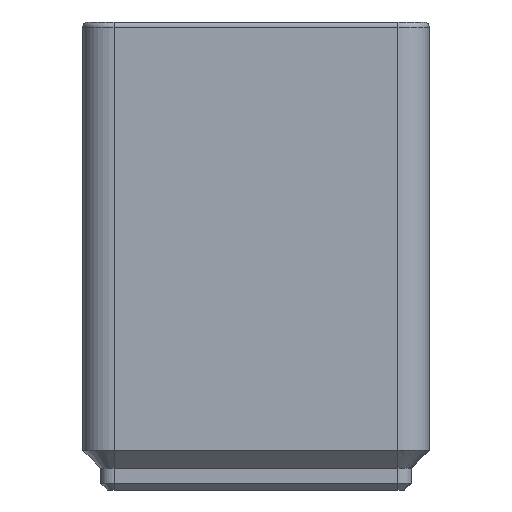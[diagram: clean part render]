
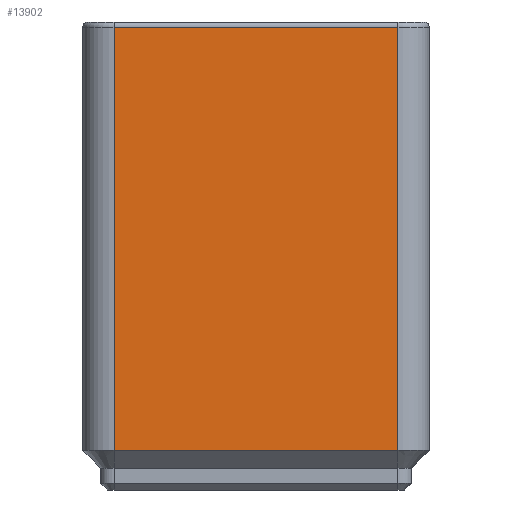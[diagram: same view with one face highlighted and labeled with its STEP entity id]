
A CAD part, left-side view. The second image highlights one B-rep face of the part: STEP entity #13902.
In plain terms, the highlighted planar face has unit normal (-1, 0, 0).
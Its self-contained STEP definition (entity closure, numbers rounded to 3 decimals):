
#1261=PLANE('',#14774);
#1644=FACE_OUTER_BOUND('',#2480,.T.);
#2480=EDGE_LOOP('',(#9646,#9647,#9648,#9649));
#3386=LINE('',#17993,#4626);
#3416=LINE('',#18115,#4656);
#3417=LINE('',#18118,#4657);
#3418=LINE('',#18119,#4658);
#4626=VECTOR('',#15442,10.);
#4656=VECTOR('',#15510,10.);
#4657=VECTOR('',#15513,10.);
#4658=VECTOR('',#15514,10.);
#6046=VERTEX_POINT('',#17986);
#6048=VERTEX_POINT('',#17992);
#6085=VERTEX_POINT('',#18113);
#6086=VERTEX_POINT('',#18117);
#7435=EDGE_CURVE('',#6046,#6048,#3386,.T.);
#7485=EDGE_CURVE('',#6085,#6046,#3416,.T.);
#7486=EDGE_CURVE('',#6086,#6085,#3417,.T.);
#7487=EDGE_CURVE('',#6086,#6048,#3418,.T.);
#9646=ORIENTED_EDGE('',*,*,#7435,.F.);
#9647=ORIENTED_EDGE('',*,*,#7485,.F.);
#9648=ORIENTED_EDGE('',*,*,#7486,.F.);
#9649=ORIENTED_EDGE('',*,*,#7487,.T.);
#13902=ADVANCED_FACE('',(#1644),#1261,.F.);
#14774=AXIS2_PLACEMENT_3D('',#18116,#15511,#15512);
#15442=DIRECTION('',(0.,-1.,0.));
#15510=DIRECTION('',(0.,0.,1.));
#15511=DIRECTION('center_axis',(1.,0.,0.));
#15512=DIRECTION('ref_axis',(0.,1.,0.));
#15513=DIRECTION('',(0.,1.,0.));
#15514=DIRECTION('',(0.,0.,1.));
#17986=CARTESIAN_POINT('',(0.25,38.,55.448));
#17992=CARTESIAN_POINT('',(0.25,4.,55.448));
#17993=CARTESIAN_POINT('',(0.25,12.5,55.448));
#18113=CARTESIAN_POINT('',(0.25,38.,4.75));
#18115=CARTESIAN_POINT('',(0.25,38.,5.));
#18116=CARTESIAN_POINT('Origin',(0.25,4.,5.));
#18117=CARTESIAN_POINT('',(0.25,4.,4.75));
#18118=CARTESIAN_POINT('',(0.25,12.5,4.75));
#18119=CARTESIAN_POINT('',(0.25,4.,5.));
